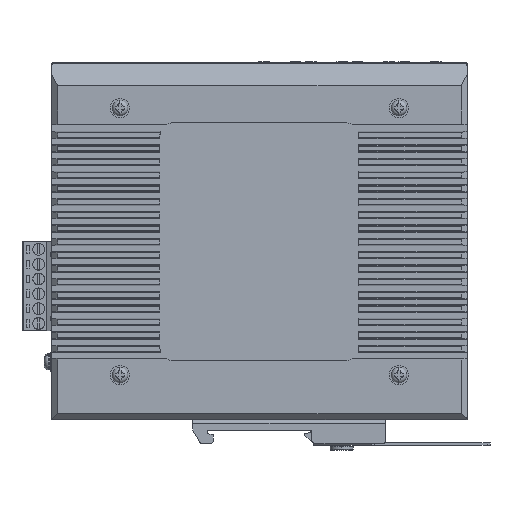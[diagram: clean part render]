
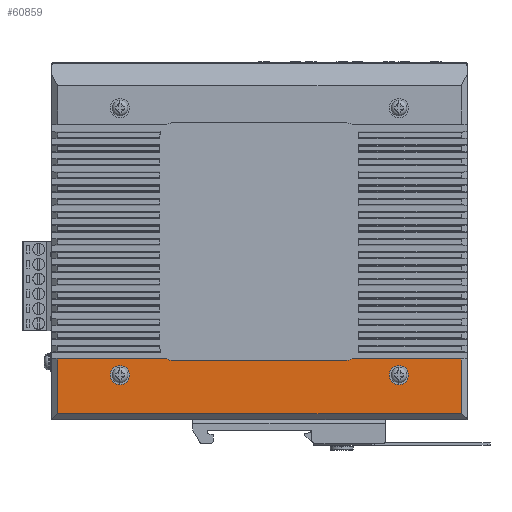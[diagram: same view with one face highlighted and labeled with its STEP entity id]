
A CAD part, left-side view. The second image highlights one B-rep face of the part: STEP entity #60859.
In plain terms, the highlighted planar face has unit normal (-1, 0, 0).
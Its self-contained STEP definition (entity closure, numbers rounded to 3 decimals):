
#6294 = VERTEX_POINT ( 'NONE', #123211 ) ;
#6439 = DIRECTION ( 'NONE',  ( 0., 0., 1. ) ) ;
#6958 = EDGE_CURVE ( 'NONE', #6294, #183258, #192240, .T. ) ;
#7588 = CARTESIAN_POINT ( 'NONE',  ( -47., 99.5, -221.136 ) ) ;
#7931 = DIRECTION ( 'NONE',  ( -1., 0., 0. ) ) ;
#9995 = EDGE_LOOP ( 'NONE', ( #24832, #64033, #144578, #176776, #115883, #56922, #105405, #180247 ) ) ;
#12046 = PLANE ( 'NONE',  #125951 ) ;
#16990 = CARTESIAN_POINT ( 'NONE',  ( -47., 2., -239.136 ) ) ;
#17895 = DIRECTION ( 'NONE',  ( -1., 0., 0. ) ) ;
#19027 = CIRCLE ( 'NONE', #145755, 3.25 ) ;
#21611 = DIRECTION ( 'NONE',  ( 0., 1., 0. ) ) ;
#23262 = CARTESIAN_POINT ( 'NONE',  ( -47., 40.5, -217.136 ) ) ;
#24832 = ORIENTED_EDGE ( 'NONE', *, *, #54659, .F. ) ;
#27321 = FACE_OUTER_BOUND ( 'NONE', #9995, .T. ) ;
#29334 = LINE ( 'NONE', #155583, #163794 ) ;
#30324 = DIRECTION ( 'NONE',  ( -1., 0., 0. ) ) ;
#32979 = EDGE_CURVE ( 'NONE', #152994, #94921, #95576, .T. ) ;
#33234 = DIRECTION ( 'NONE',  ( 0., 0., 1. ) ) ;
#36526 = VERTEX_POINT ( 'NONE', #48437 ) ;
#40981 = CARTESIAN_POINT ( 'NONE',  ( -47., 138., -239.136 ) ) ;
#44501 = VECTOR ( 'NONE', #157703, 1000. ) ;
#45380 = VECTOR ( 'NONE', #114709, 1000. ) ;
#47586 = CARTESIAN_POINT ( 'NONE',  ( -47., 38.657, -220.686 ) ) ;
#48220 = CARTESIAN_POINT ( 'NONE',  ( -47., 99.5, -217.136 ) ) ;
#48437 = CARTESIAN_POINT ( 'NONE',  ( -47., 40.5, -221.136 ) ) ;
#52228 = DIRECTION ( 'NONE',  ( -1., 0., 0. ) ) ;
#54659 = EDGE_CURVE ( 'NONE', #6294, #178076, #74038, .T. ) ;
#56428 = CARTESIAN_POINT ( 'NONE',  ( -47., 117., -226.136 ) ) ;
#56922 = ORIENTED_EDGE ( 'NONE', *, *, #61329, .T. ) ;
#60859 = ADVANCED_FACE ( 'NONE', ( #27321, #89407, #167869 ), #12046, .T. ) ;
#61329 = EDGE_CURVE ( 'NONE', #94921, #74774, #176429, .T. ) ;
#64033 = ORIENTED_EDGE ( 'NONE', *, *, #6958, .T. ) ;
#68106 = CIRCLE ( 'NONE', #195180, 3.25 ) ;
#74038 = CIRCLE ( 'NONE', #116365, 4. ) ;
#74774 = VERTEX_POINT ( 'NONE', #47586 ) ;
#76389 = VERTEX_POINT ( 'NONE', #97653 ) ;
#78506 = VECTOR ( 'NONE', #111652, 1000. ) ;
#78966 = DIRECTION ( 'NONE',  ( 0., 0., 1. ) ) ;
#79173 = ORIENTED_EDGE ( 'NONE', *, *, #84871, .F. ) ;
#84871 = EDGE_CURVE ( 'NONE', #76389, #188403, #19027, .T. ) ;
#85553 = CARTESIAN_POINT ( 'NONE',  ( -47., 138., -220.686 ) ) ;
#86373 = DIRECTION ( 'NONE',  ( 0., 0., 1. ) ) ;
#89407 = FACE_BOUND ( 'NONE', #125505, .T. ) ;
#92173 = CIRCLE ( 'NONE', #189973, 3.25 ) ;
#92394 = LINE ( 'NONE', #186227, #78506 ) ;
#94921 = VERTEX_POINT ( 'NONE', #162462 ) ;
#95576 = LINE ( 'NONE', #110864, #44501 ) ;
#96197 = EDGE_LOOP ( 'NONE', ( #79173, #136913 ) ) ;
#97653 = CARTESIAN_POINT ( 'NONE',  ( -47., 23., -222.886 ) ) ;
#99425 = CARTESIAN_POINT ( 'NONE',  ( -47., 138., -220.686 ) ) ;
#101183 = EDGE_CURVE ( 'NONE', #188403, #76389, #127288, .T. ) ;
#102796 = EDGE_CURVE ( 'NONE', #183258, #169336, #29334, .T. ) ;
#105017 = CARTESIAN_POINT ( 'NONE',  ( -47., 117., -222.886 ) ) ;
#105405 = ORIENTED_EDGE ( 'NONE', *, *, #105497, .F. ) ;
#105497 = EDGE_CURVE ( 'NONE', #36526, #74774, #122187, .T. ) ;
#106565 = VECTOR ( 'NONE', #21611, 1000. ) ;
#107020 = VECTOR ( 'NONE', #116058, 1000. ) ;
#107703 = DIRECTION ( 'NONE',  ( 0., 0., -1. ) ) ;
#110670 = CARTESIAN_POINT ( 'NONE',  ( -47., 23., -226.136 ) ) ;
#110864 = CARTESIAN_POINT ( 'NONE',  ( -47., 2., -220.486 ) ) ;
#111652 = DIRECTION ( 'NONE',  ( 0., -1., 0. ) ) ;
#111886 = ORIENTED_EDGE ( 'NONE', *, *, #146241, .F. ) ;
#112334 = DIRECTION ( 'NONE',  ( 0., 0., -1. ) ) ;
#114709 = DIRECTION ( 'NONE',  ( 0., 1., 0. ) ) ;
#115883 = ORIENTED_EDGE ( 'NONE', *, *, #32979, .T. ) ;
#116058 = DIRECTION ( 'NONE',  ( 0., -1., 0. ) ) ;
#116263 = CARTESIAN_POINT ( 'NONE',  ( -47., 138., -220.686 ) ) ;
#116365 = AXIS2_PLACEMENT_3D ( 'NONE', #48220, #52228, #112334 ) ;
#117226 = CARTESIAN_POINT ( 'NONE',  ( -47., 23., -229.386 ) ) ;
#122187 = CIRCLE ( 'NONE', #128668, 4. ) ;
#123211 = CARTESIAN_POINT ( 'NONE',  ( -47., 101.343, -220.686 ) ) ;
#125505 = EDGE_LOOP ( 'NONE', ( #140178, #111886 ) ) ;
#125951 = AXIS2_PLACEMENT_3D ( 'NONE', #169893, #30324, #139233 ) ;
#127288 = CIRCLE ( 'NONE', #130461, 3.25 ) ;
#127659 = CARTESIAN_POINT ( 'NONE',  ( -47., 23., -226.136 ) ) ;
#128668 = AXIS2_PLACEMENT_3D ( 'NONE', #23262, #7931, #86373 ) ;
#129055 = EDGE_CURVE ( 'NONE', #169336, #152994, #135280, .T. ) ;
#130461 = AXIS2_PLACEMENT_3D ( 'NONE', #127659, #145955, #6439 ) ;
#135280 = LINE ( 'NONE', #147552, #107020 ) ;
#136913 = ORIENTED_EDGE ( 'NONE', *, *, #101183, .F. ) ;
#139233 = DIRECTION ( 'NONE',  ( 0., 0., 1. ) ) ;
#140178 = ORIENTED_EDGE ( 'NONE', *, *, #180571, .F. ) ;
#144374 = VERTEX_POINT ( 'NONE', #175255 ) ;
#144578 = ORIENTED_EDGE ( 'NONE', *, *, #102796, .T. ) ;
#145370 = DIRECTION ( 'NONE',  ( -1., 0., 0. ) ) ;
#145755 = AXIS2_PLACEMENT_3D ( 'NONE', #110670, #188218, #33234 ) ;
#145955 = DIRECTION ( 'NONE',  ( -1., 0., 0. ) ) ;
#146241 = EDGE_CURVE ( 'NONE', #144374, #149866, #68106, .T. ) ;
#147552 = CARTESIAN_POINT ( 'NONE',  ( -47., 1., -239.136 ) ) ;
#149866 = VERTEX_POINT ( 'NONE', #105017 ) ;
#151143 = DIRECTION ( 'NONE',  ( 0., 0., 1. ) ) ;
#152994 = VERTEX_POINT ( 'NONE', #16990 ) ;
#155583 = CARTESIAN_POINT ( 'NONE',  ( -47., 138., -240.136 ) ) ;
#157703 = DIRECTION ( 'NONE',  ( 0., 0., 1. ) ) ;
#158988 = EDGE_CURVE ( 'NONE', #178076, #36526, #92394, .T. ) ;
#162462 = CARTESIAN_POINT ( 'NONE',  ( -47., 2., -220.686 ) ) ;
#163794 = VECTOR ( 'NONE', #107703, 1000. ) ;
#167869 = FACE_BOUND ( 'NONE', #96197, .T. ) ;
#169336 = VERTEX_POINT ( 'NONE', #40981 ) ;
#169893 = CARTESIAN_POINT ( 'NONE',  ( -47., 70., -181.136 ) ) ;
#175255 = CARTESIAN_POINT ( 'NONE',  ( -47., 117., -229.386 ) ) ;
#176429 = LINE ( 'NONE', #116263, #106565 ) ;
#176776 = ORIENTED_EDGE ( 'NONE', *, *, #129055, .T. ) ;
#178076 = VERTEX_POINT ( 'NONE', #7588 ) ;
#180247 = ORIENTED_EDGE ( 'NONE', *, *, #158988, .F. ) ;
#180571 = EDGE_CURVE ( 'NONE', #149866, #144374, #92173, .T. ) ;
#183258 = VERTEX_POINT ( 'NONE', #85553 ) ;
#186227 = CARTESIAN_POINT ( 'NONE',  ( -47., 99.5, -221.136 ) ) ;
#188218 = DIRECTION ( 'NONE',  ( -1., 0., 0. ) ) ;
#188403 = VERTEX_POINT ( 'NONE', #117226 ) ;
#189973 = AXIS2_PLACEMENT_3D ( 'NONE', #56428, #145370, #151143 ) ;
#192240 = LINE ( 'NONE', #99425, #45380 ) ;
#195180 = AXIS2_PLACEMENT_3D ( 'NONE', #200345, #17895, #78966 ) ;
#200345 = CARTESIAN_POINT ( 'NONE',  ( -47., 117., -226.136 ) ) ;
